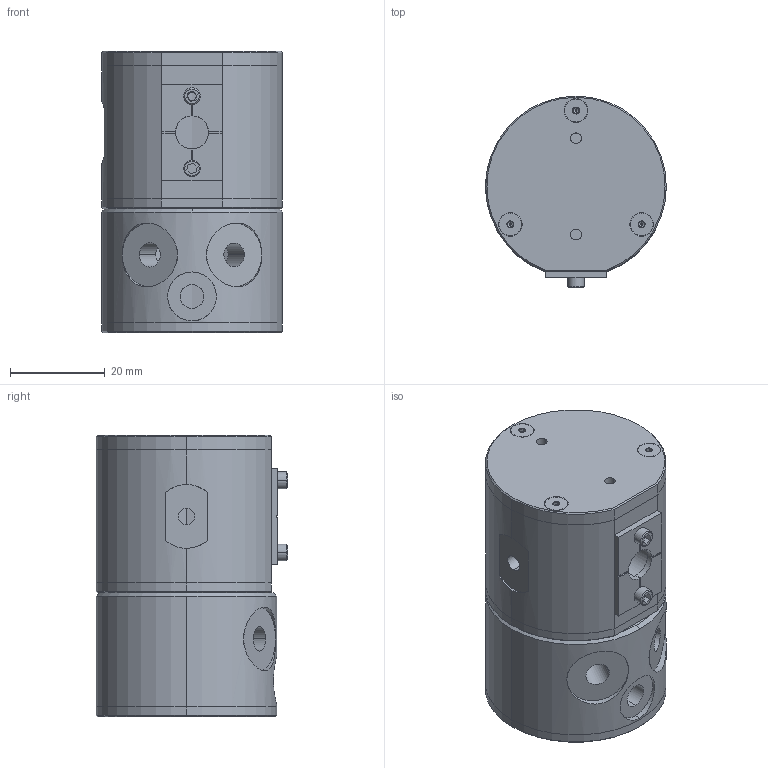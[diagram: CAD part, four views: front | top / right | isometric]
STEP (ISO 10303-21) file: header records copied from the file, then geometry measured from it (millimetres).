
FILE_DESCRIPTION (( 'STEP AP214' ), '1' );
FILE_NAME ('M6-6 Assem_step.STEP', '2018-05-03T13:30:50', ( '' ), ( '' ), 'SwSTEP 2.0', 'SolidWorks 2016', '' );
FILE_SCHEMA (( 'AUTOMOTIVE_DESIGN' ));
Length unit declared in the file: millimetre
Products named in the file (1): M6-6 Assem_step
Bounding box: 38.1 x 40.41 x 59.31 mm (x, y, z)
Surface area: 16349.3 mm2 (no closed solid volume)
Topology: 0 solids, 14 shells, 247 faces, 687 edges, 433 vertices
Faces by surface type: plane 103, cone 82, cylinder 50, torus 12
Entity records: 11179 total; most frequent: CARTESIAN_POINT 2036, DIRECTION 1452, ORIENTED_EDGE 1154, EDGE_CURVE 687, AXIS2_PLACEMENT_3D 577, VERTEX_POINT 433, CIRCLE 329, EDGE_LOOP 302
